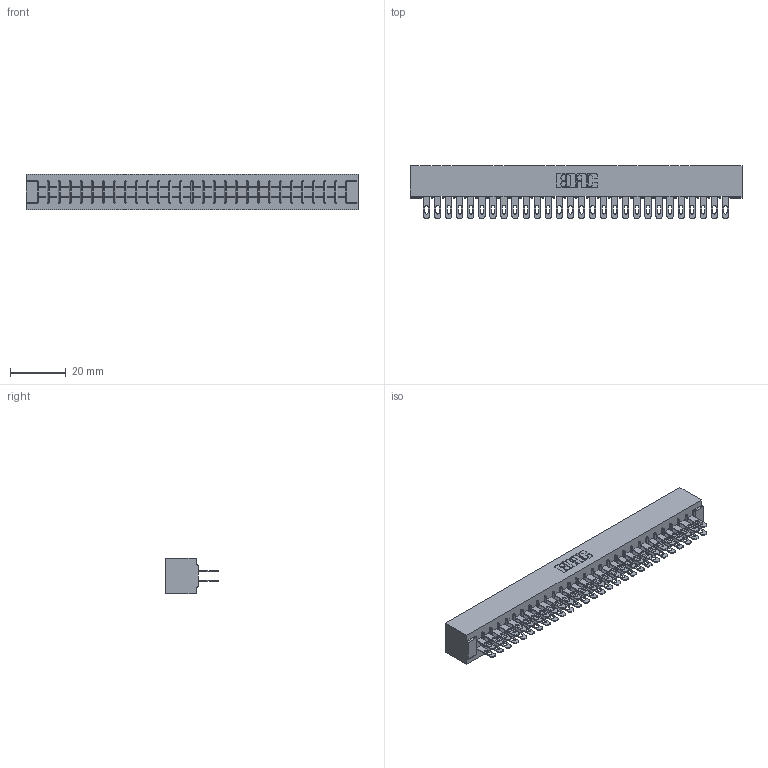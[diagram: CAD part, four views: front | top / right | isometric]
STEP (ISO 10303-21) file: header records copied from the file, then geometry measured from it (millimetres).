
FILE_DESCRIPTION (( 'STEP AP203' ), '1' );
FILE_NAME ('355-056-500-501.STEP', '2019-09-11T17:29:38', ( '' ), ( '' ), 'SwSTEP 2.0', 'SolidWorks 2016', '' );
FILE_SCHEMA (( 'CONFIG_CONTROL_DESIGN' ));
Length unit declared in the file: inch
Products named in the file (3): 355-056-500-501; 305 Part_No Mounting; 305-290-001_500
Assembly tree (57 placements, depth 2):
  355-056-500-501
    305 Part_No Mounting
    305-290-001_500  x56
Bounding box: 118.82 x 18.85 x 12.7 mm (x, y, z)
Volume: 12581.2 mm3; surface area: 17811.3 mm2
Topology: 57 solids, 57 shells, 2908 faces, 8328 edges, 5400 vertices
Faces by surface type: plane 1632, cylinder 1164, sphere 112
Entity records: 31765 total; most frequent: CARTESIAN_POINT 5254, ORIENTED_EDGE 5212, DIRECTION 5094, EDGE_CURVE 2606, VECTOR 2094, LINE 2094, VERTEX_POINT 1660, AXIS2_PLACEMENT_3D 1500
